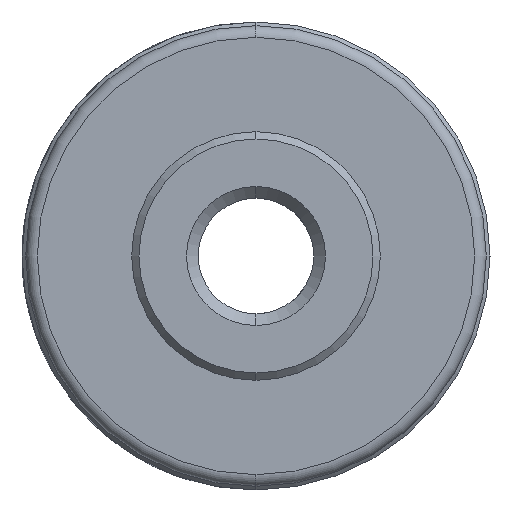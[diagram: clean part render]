
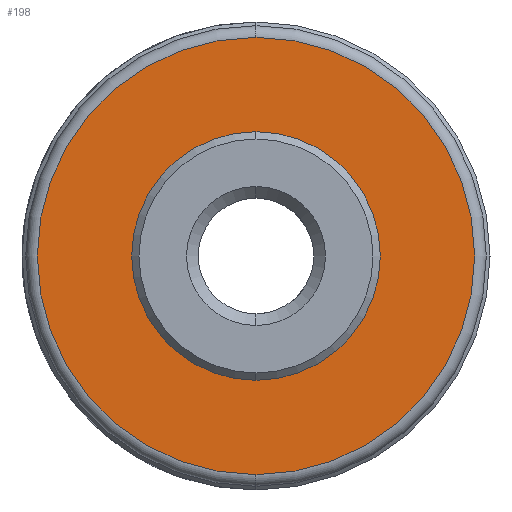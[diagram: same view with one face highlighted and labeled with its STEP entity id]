
A CAD part, left-side view. The second image highlights one B-rep face of the part: STEP entity #198.
In plain terms, the highlighted planar face has unit normal (-1, 0, 0).
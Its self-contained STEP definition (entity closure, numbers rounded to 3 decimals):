
#5 = EDGE_CURVE ( 'NONE', #718, #922, #412, .T. ) ;
#33 = VERTEX_POINT ( 'NONE', #1224 ) ;
#38 = FACE_BOUND ( 'NONE', #537, .T. ) ;
#171 = EDGE_CURVE ( 'NONE', #33, #753, #466, .T. ) ;
#198 = ADVANCED_FACE ( 'NONE', ( #38, #402 ), #329, .F. ) ;
#262 = ORIENTED_EDGE ( 'NONE', *, *, #5, .F. ) ;
#303 = EDGE_LOOP ( 'NONE', ( #1422, #646 ) ) ;
#327 = DIRECTION ( 'NONE',  ( 0., 0., 1. ) ) ;
#329 = PLANE ( 'NONE',  #778 ) ;
#372 = EDGE_CURVE ( 'NONE', #753, #33, #455, .T. ) ;
#402 = FACE_OUTER_BOUND ( 'NONE', #303, .T. ) ;
#412 = CIRCLE ( 'NONE', #972, 7.808 ) ;
#432 = CARTESIAN_POINT ( 'NONE',  ( -34., 0., 7.808 ) ) ;
#455 = CIRCLE ( 'NONE', #751, 14.95 ) ;
#466 = CIRCLE ( 'NONE', #1034, 14.95 ) ;
#537 = EDGE_LOOP ( 'NONE', ( #262, #714 ) ) ;
#577 = CARTESIAN_POINT ( 'NONE',  ( -34., 0., 0. ) ) ;
#646 = ORIENTED_EDGE ( 'NONE', *, *, #372, .T. ) ;
#666 = CARTESIAN_POINT ( 'NONE',  ( -34., 7.808, 0. ) ) ;
#673 = DIRECTION ( 'NONE',  ( 0., 0., 1. ) ) ;
#676 = DIRECTION ( 'NONE',  ( -1., 0., 0. ) ) ;
#677 = DIRECTION ( 'NONE',  ( -1., 0., 0. ) ) ;
#679 = CARTESIAN_POINT ( 'NONE',  ( -34., 0., -14.95 ) ) ;
#714 = ORIENTED_EDGE ( 'NONE', *, *, #805, .F. ) ;
#718 = VERTEX_POINT ( 'NONE', #432 ) ;
#751 = AXIS2_PLACEMENT_3D ( 'NONE', #1065, #1075, #1086 ) ;
#753 = VERTEX_POINT ( 'NONE', #679 ) ;
#778 = AXIS2_PLACEMENT_3D ( 'NONE', #666, #986, #1214 ) ;
#805 = EDGE_CURVE ( 'NONE', #922, #718, #1338, .T. ) ;
#922 = VERTEX_POINT ( 'NONE', #1044 ) ;
#972 = AXIS2_PLACEMENT_3D ( 'NONE', #577, #676, #327 ) ;
#986 = DIRECTION ( 'NONE',  ( 1., 0., 0. ) ) ;
#1034 = AXIS2_PLACEMENT_3D ( 'NONE', #1479, #677, #673 ) ;
#1044 = CARTESIAN_POINT ( 'NONE',  ( -34., 0., -7.808 ) ) ;
#1065 = CARTESIAN_POINT ( 'NONE',  ( -34., 0., 0. ) ) ;
#1075 = DIRECTION ( 'NONE',  ( -1., 0., 0. ) ) ;
#1086 = DIRECTION ( 'NONE',  ( 0., 0., 1. ) ) ;
#1087 = CARTESIAN_POINT ( 'NONE',  ( -34., 0., 0. ) ) ;
#1203 = DIRECTION ( 'NONE',  ( 0., 0., 1. ) ) ;
#1214 = DIRECTION ( 'NONE',  ( 0., 0., -1. ) ) ;
#1224 = CARTESIAN_POINT ( 'NONE',  ( -34., 0., 14.95 ) ) ;
#1229 = DIRECTION ( 'NONE',  ( -1., 0., 0. ) ) ;
#1257 = AXIS2_PLACEMENT_3D ( 'NONE', #1087, #1229, #1203 ) ;
#1338 = CIRCLE ( 'NONE', #1257, 7.808 ) ;
#1422 = ORIENTED_EDGE ( 'NONE', *, *, #171, .T. ) ;
#1479 = CARTESIAN_POINT ( 'NONE',  ( -34., 0., 0. ) ) ;
